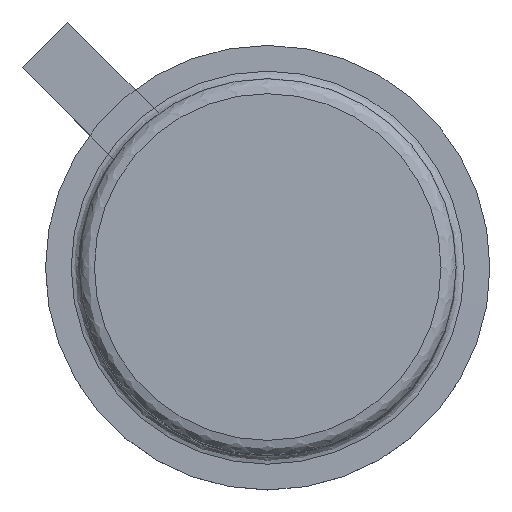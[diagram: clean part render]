
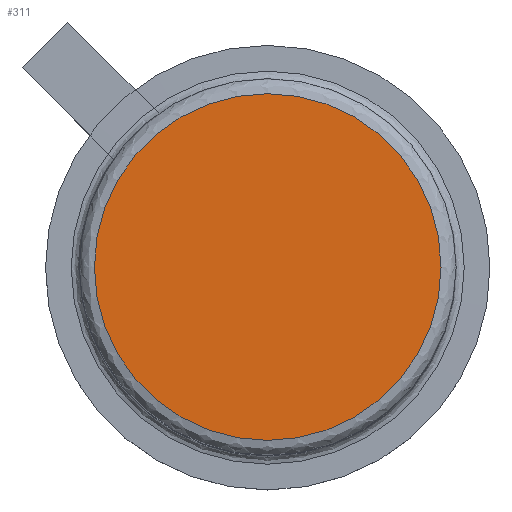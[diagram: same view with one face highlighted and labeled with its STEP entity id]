
A CAD part, top view. The second image highlights one B-rep face of the part: STEP entity #311.
In plain terms, the highlighted face is planar.
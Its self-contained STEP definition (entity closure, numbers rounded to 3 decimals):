
#311 = ADVANCED_FACE('',(#312),#325,.T.);
#312 = FACE_BOUND('',#313,.T.);
#313 = EDGE_LOOP('',(#314));
#314 = ORIENTED_EDGE('',*,*,#315,.T.);
#315 = EDGE_CURVE('',#316,#316,#318,.T.);
#316 = VERTEX_POINT('',#317);
#317 = CARTESIAN_POINT('',(-1.007,10.33,0.));
#318 = SURFACE_CURVE('',#319,(#324,#336),.PCURVE_S1.);
#319 = CIRCLE('',#320,2.277);
#320 = AXIS2_PLACEMENT_3D('',#321,#322,#323);
#321 = CARTESIAN_POINT('',(1.27,10.33,0.));
#322 = DIRECTION('',(0.,1.,0.));
#323 = DIRECTION('',(-1.,0.,0.));
#324 = PCURVE('',#325,#330);
#325 = PLANE('',#326);
#326 = AXIS2_PLACEMENT_3D('',#327,#328,#329);
#327 = CARTESIAN_POINT('',(1.27,10.33,0.));
#328 = DIRECTION('',(0.,1.,0.));
#329 = DIRECTION('',(-1.,0.,0.));
#330 = DEFINITIONAL_REPRESENTATION('',(#331),#335);
#331 = CIRCLE('',#332,2.277);
#332 = AXIS2_PLACEMENT_2D('',#333,#334);
#333 = CARTESIAN_POINT('',(0.,0.));
#334 = DIRECTION('',(1.,0.));
#335 = ( GEOMETRIC_REPRESENTATION_CONTEXT(2) 
PARAMETRIC_REPRESENTATION_CONTEXT() REPRESENTATION_CONTEXT('2D SPACE',''
  ) );
#336 = PCURVE('',#337,#346);
#337 = SURFACE_OF_REVOLUTION('',#338,#343);
#338 = CIRCLE('',#339,0.198);
#339 = AXIS2_PLACEMENT_3D('',#340,#341,#342);
#340 = CARTESIAN_POINT('',(-1.007,10.132,
    0.));
#341 = DIRECTION('',(0.,0.,1.));
#342 = DIRECTION('',(1.,0.,0.));
#343 = AXIS1_PLACEMENT('',#344,#345);
#344 = CARTESIAN_POINT('',(1.27,2.551,0.));
#345 = DIRECTION('',(0.,1.,0.));
#346 = DEFINITIONAL_REPRESENTATION('',(#347),#351);
#347 = LINE('',#348,#349);
#348 = CARTESIAN_POINT('',(0.,1.571));
#349 = VECTOR('',#350,1.);
#350 = DIRECTION('',(1.,0.));
#351 = ( GEOMETRIC_REPRESENTATION_CONTEXT(2) 
PARAMETRIC_REPRESENTATION_CONTEXT() REPRESENTATION_CONTEXT('2D SPACE',''
  ) );
